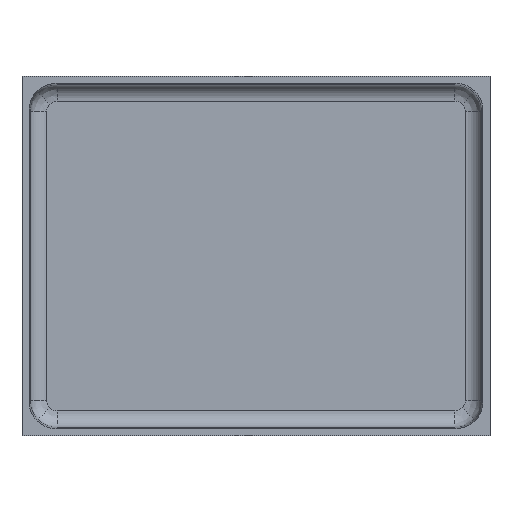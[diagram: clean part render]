
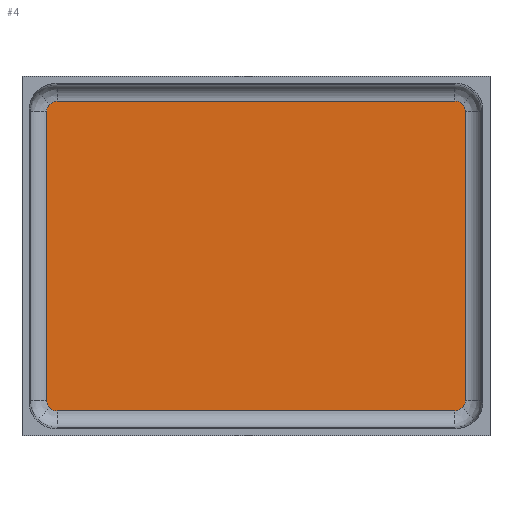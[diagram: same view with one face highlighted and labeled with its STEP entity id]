
A CAD part, front view. The second image highlights one B-rep face of the part: STEP entity #4.
In plain terms, the highlighted planar face has unit normal (0, -1, 0).
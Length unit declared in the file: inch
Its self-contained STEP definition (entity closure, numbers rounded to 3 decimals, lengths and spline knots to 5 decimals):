
#1 = EDGE_LOOP ( 'NONE', ( #73, #7, #303, #40, #272, #68, #69, #217, #96, #42, #102, #59 ) ) ;
#4 = ADVANCED_FACE ( 'NONE', ( #233 ), #338, .F. ) ;
#5 = VERTEX_POINT ( 'NONE', #333 ) ;
#7 = ORIENTED_EDGE ( 'NONE', *, *, #222, .F. ) ;
#23 = VERTEX_POINT ( 'NONE', #350 ) ;
#25 = EDGE_CURVE ( 'NONE', #23, #26, #434, .T. ) ;
#26 = VERTEX_POINT ( 'NONE', #435 ) ;
#27 = VERTEX_POINT ( 'NONE', #368 ) ;
#31 = EDGE_CURVE ( 'NONE', #83, #32, #340, .T. ) ;
#32 = VERTEX_POINT ( 'NONE', #342 ) ;
#37 = EDGE_CURVE ( 'NONE', #70, #64, #449, .T. ) ;
#40 = ORIENTED_EDGE ( 'NONE', *, *, #74, .F. ) ;
#41 = VERTEX_POINT ( 'NONE', #458 ) ;
#42 = ORIENTED_EDGE ( 'NONE', *, *, #43, .F. ) ;
#43 = EDGE_CURVE ( 'NONE', #67, #83, #457, .T. ) ;
#58 = EDGE_CURVE ( 'NONE', #119, #67, #590, .T. ) ;
#59 = ORIENTED_EDGE ( 'NONE', *, *, #118, .F. ) ;
#64 = VERTEX_POINT ( 'NONE', #559 ) ;
#66 = EDGE_CURVE ( 'NONE', #64, #27, #553, .T. ) ;
#67 = VERTEX_POINT ( 'NONE', #552 ) ;
#68 = ORIENTED_EDGE ( 'NONE', *, *, #66, .F. ) ;
#69 = ORIENTED_EDGE ( 'NONE', *, *, #37, .F. ) ;
#70 = VERTEX_POINT ( 'NONE', #554 ) ;
#73 = ORIENTED_EDGE ( 'NONE', *, *, #302, .F. ) ;
#74 = EDGE_CURVE ( 'NONE', #41, #23, #530, .T. ) ;
#83 = VERTEX_POINT ( 'NONE', #537 ) ;
#95 = EDGE_CURVE ( 'NONE', #32, #70, #579, .T. ) ;
#96 = ORIENTED_EDGE ( 'NONE', *, *, #31, .F. ) ;
#102 = ORIENTED_EDGE ( 'NONE', *, *, #58, .F. ) ;
#116 = VERTEX_POINT ( 'NONE', #634 ) ;
#118 = EDGE_CURVE ( 'NONE', #116, #119, #658, .T. ) ;
#119 = VERTEX_POINT ( 'NONE', #657 ) ;
#217 = ORIENTED_EDGE ( 'NONE', *, *, #95, .F. ) ;
#222 = EDGE_CURVE ( 'NONE', #26, #5, #864, .T. ) ;
#233 = FACE_OUTER_BOUND ( 'NONE', #1, .T. ) ;
#272 = ORIENTED_EDGE ( 'NONE', *, *, #300, .F. ) ;
#300 = EDGE_CURVE ( 'NONE', #27, #41, #1000, .T. ) ;
#302 = EDGE_CURVE ( 'NONE', #5, #116, #882, .T. ) ;
#303 = ORIENTED_EDGE ( 'NONE', *, *, #25, .F. ) ;
#333 = CARTESIAN_POINT ( 'NONE',  ( 5.57825, 1.2, -3.85342 ) ) ;
#334 = DIRECTION ( 'NONE',  ( 0., 0., 1. ) ) ;
#335 = DIRECTION ( 'NONE',  ( 0., 1., 0. ) ) ;
#336 = CARTESIAN_POINT ( 'NONE',  ( -6.23, 1.2, 4.78 ) ) ;
#337 = AXIS2_PLACEMENT_3D ( 'NONE', #336, #335, #334 ) ;
#338 = PLANE ( 'NONE',  #337 ) ;
#340 =( BOUNDED_CURVE ( )  B_SPLINE_CURVE ( 3, ( #359, #358, #357, #356 ),
 .UNSPECIFIED., .F., .T. ) 
 B_SPLINE_CURVE_WITH_KNOTS ( ( 4, 4 ),
 ( 0., 0.78479 ),
 .UNSPECIFIED. ) 
 CURVE ( )  GEOMETRIC_REPRESENTATION_ITEM ( )  RATIONAL_B_SPLINE_CURVE ( ( 1., 0.949, 0.949, 1. ) ) 
 REPRESENTATION_ITEM ( '' )  );
#342 = CARTESIAN_POINT ( 'NONE',  ( -5.57825, 1.2, -3.85342 ) ) ;
#350 = CARTESIAN_POINT ( 'NONE',  ( 5.49778, 1.2, 4.04778 ) ) ;
#356 = CARTESIAN_POINT ( 'NONE',  ( -5.57825, 1.2, -3.85342 ) ) ;
#357 = CARTESIAN_POINT ( 'NONE',  ( -5.57825, 1.2, -3.92732 ) ) ;
#358 = CARTESIAN_POINT ( 'NONE',  ( -5.55, 1.2, -3.99556 ) ) ;
#359 = CARTESIAN_POINT ( 'NONE',  ( -5.49778, 1.2, -4.04778 ) ) ;
#368 = CARTESIAN_POINT ( 'NONE',  ( -5.30342, 1.2, 4.12825 ) ) ;
#390 = CARTESIAN_POINT ( 'NONE',  ( 5.57825, 1.2, 3.85342 ) ) ;
#391 = CARTESIAN_POINT ( 'NONE',  ( 5.57825, 1.2, 3.92732 ) ) ;
#392 = CARTESIAN_POINT ( 'NONE',  ( 5.55, 1.2, 3.99556 ) ) ;
#393 = CARTESIAN_POINT ( 'NONE',  ( 5.49778, 1.2, 4.04778 ) ) ;
#422 = CARTESIAN_POINT ( 'NONE',  ( -5.49778, 1.2, -4.04778 ) ) ;
#423 = CARTESIAN_POINT ( 'NONE',  ( -5.44556, 1.2, -4.1 ) ) ;
#424 = CARTESIAN_POINT ( 'NONE',  ( -5.37732, 1.2, -4.12825 ) ) ;
#434 =( BOUNDED_CURVE ( )  B_SPLINE_CURVE ( 3, ( #393, #392, #391, #390 ),
 .UNSPECIFIED., .F., .T. ) 
 B_SPLINE_CURVE_WITH_KNOTS ( ( 4, 4 ),
 ( 0., 0.78479 ),
 .UNSPECIFIED. ) 
 CURVE ( )  GEOMETRIC_REPRESENTATION_ITEM ( )  RATIONAL_B_SPLINE_CURVE ( ( 1., 0.949, 0.949, 1. ) ) 
 REPRESENTATION_ITEM ( '' )  );
#435 = CARTESIAN_POINT ( 'NONE',  ( 5.57825, 1.2, 3.85342 ) ) ;
#449 =( BOUNDED_CURVE ( )  B_SPLINE_CURVE ( 3, ( #466, #465, #464, #463 ),
 .UNSPECIFIED., .F., .T. ) 
 B_SPLINE_CURVE_WITH_KNOTS ( ( 4, 4 ),
 ( 5.4984, 6.28319 ),
 .UNSPECIFIED. ) 
 CURVE ( )  GEOMETRIC_REPRESENTATION_ITEM ( )  RATIONAL_B_SPLINE_CURVE ( ( 1., 0.949, 0.949, 1. ) ) 
 REPRESENTATION_ITEM ( '' )  );
#456 = CARTESIAN_POINT ( 'NONE',  ( -5.30342, 1.2, -4.12825 ) ) ;
#457 =( BOUNDED_CURVE ( )  B_SPLINE_CURVE ( 3, ( #456, #424, #423, #422 ),
 .UNSPECIFIED., .F., .T. ) 
 B_SPLINE_CURVE_WITH_KNOTS ( ( 4, 4 ),
 ( 5.4984, 6.28319 ),
 .UNSPECIFIED. ) 
 CURVE ( )  GEOMETRIC_REPRESENTATION_ITEM ( )  RATIONAL_B_SPLINE_CURVE ( ( 1., 0.949, 0.949, 1. ) ) 
 REPRESENTATION_ITEM ( '' )  );
#458 = CARTESIAN_POINT ( 'NONE',  ( 5.30342, 1.2, 4.12825 ) ) ;
#463 = CARTESIAN_POINT ( 'NONE',  ( -5.49778, 1.2, 4.04778 ) ) ;
#464 = CARTESIAN_POINT ( 'NONE',  ( -5.55, 1.2, 3.99556 ) ) ;
#465 = CARTESIAN_POINT ( 'NONE',  ( -5.57825, 1.2, 3.92732 ) ) ;
#466 = CARTESIAN_POINT ( 'NONE',  ( -5.57825, 1.2, 3.85342 ) ) ;
#521 = CARTESIAN_POINT ( 'NONE',  ( -5.30342, 1.2, 4.12825 ) ) ;
#522 = CARTESIAN_POINT ( 'NONE',  ( -5.37732, 1.2, 4.12825 ) ) ;
#523 = CARTESIAN_POINT ( 'NONE',  ( -5.44556, 1.2, 4.1 ) ) ;
#524 = CARTESIAN_POINT ( 'NONE',  ( -5.49778, 1.2, 4.04778 ) ) ;
#525 = CARTESIAN_POINT ( 'NONE',  ( 5.49778, 1.2, 4.04778 ) ) ;
#526 = CARTESIAN_POINT ( 'NONE',  ( 5.44556, 1.2, 4.1 ) ) ;
#527 = CARTESIAN_POINT ( 'NONE',  ( 5.37732, 1.2, 4.12825 ) ) ;
#528 = CARTESIAN_POINT ( 'NONE',  ( 5.30342, 1.2, 4.12825 ) ) ;
#530 =( BOUNDED_CURVE ( )  B_SPLINE_CURVE ( 3, ( #528, #527, #526, #525 ),
 .UNSPECIFIED., .F., .T. ) 
 B_SPLINE_CURVE_WITH_KNOTS ( ( 4, 4 ),
 ( 5.4984, 6.28319 ),
 .UNSPECIFIED. ) 
 CURVE ( )  GEOMETRIC_REPRESENTATION_ITEM ( )  RATIONAL_B_SPLINE_CURVE ( ( 1., 0.949, 0.949, 1. ) ) 
 REPRESENTATION_ITEM ( '' )  );
#537 = CARTESIAN_POINT ( 'NONE',  ( -5.49778, 1.2, -4.04778 ) ) ;
#552 = CARTESIAN_POINT ( 'NONE',  ( -5.30342, 1.2, -4.12825 ) ) ;
#553 =( BOUNDED_CURVE ( )  B_SPLINE_CURVE ( 3, ( #524, #523, #522, #521 ),
 .UNSPECIFIED., .F., .T. ) 
 B_SPLINE_CURVE_WITH_KNOTS ( ( 4, 4 ),
 ( 0., 0.78479 ),
 .UNSPECIFIED. ) 
 CURVE ( )  GEOMETRIC_REPRESENTATION_ITEM ( )  RATIONAL_B_SPLINE_CURVE ( ( 1., 0.949, 0.949, 1. ) ) 
 REPRESENTATION_ITEM ( '' )  );
#554 = CARTESIAN_POINT ( 'NONE',  ( -5.57825, 1.2, 3.85342 ) ) ;
#559 = CARTESIAN_POINT ( 'NONE',  ( -5.49778, 1.2, 4.04778 ) ) ;
#565 = DIRECTION ( 'NONE',  ( -1., 0., 0. ) ) ;
#566 = VECTOR ( 'NONE', #565, 39.37008 ) ;
#576 = DIRECTION ( 'NONE',  ( 0., 0., 1. ) ) ;
#577 = VECTOR ( 'NONE', #576, 39.37008 ) ;
#578 = CARTESIAN_POINT ( 'NONE',  ( -5.57825, 1.2, 4.78 ) ) ;
#579 = LINE ( 'NONE', #578, #577 ) ;
#589 = CARTESIAN_POINT ( 'NONE',  ( -6.23, 1.2, -4.12825 ) ) ;
#590 = LINE ( 'NONE', #589, #566 ) ;
#634 = CARTESIAN_POINT ( 'NONE',  ( 5.49778, 1.2, -4.04778 ) ) ;
#657 = CARTESIAN_POINT ( 'NONE',  ( 5.30342, 1.2, -4.12825 ) ) ;
#658 =( BOUNDED_CURVE ( )  B_SPLINE_CURVE ( 3, ( #709, #737, #736, #735 ),
 .UNSPECIFIED., .F., .F. ) 
 B_SPLINE_CURVE_WITH_KNOTS ( ( 4, 4 ),
 ( 0., 0.78479 ),
 .UNSPECIFIED. ) 
 CURVE ( )  GEOMETRIC_REPRESENTATION_ITEM ( )  RATIONAL_B_SPLINE_CURVE ( ( 1., 0.949, 0.949, 1. ) ) 
 REPRESENTATION_ITEM ( '' )  );
#709 = CARTESIAN_POINT ( 'NONE',  ( 5.49778, 1.2, -4.04778 ) ) ;
#735 = CARTESIAN_POINT ( 'NONE',  ( 5.30342, 1.2, -4.12825 ) ) ;
#736 = CARTESIAN_POINT ( 'NONE',  ( 5.37732, 1.2, -4.12825 ) ) ;
#737 = CARTESIAN_POINT ( 'NONE',  ( 5.44556, 1.2, -4.1 ) ) ;
#817 = CARTESIAN_POINT ( 'NONE',  ( 5.57825, 1.2, 4.78 ) ) ;
#858 = DIRECTION ( 'NONE',  ( 0., 0., -1. ) ) ;
#859 = VECTOR ( 'NONE', #858, 39.37008 ) ;
#864 = LINE ( 'NONE', #817, #859 ) ;
#881 = CARTESIAN_POINT ( 'NONE',  ( 5.57825, 1.2, -3.85342 ) ) ;
#882 =( BOUNDED_CURVE ( )  B_SPLINE_CURVE ( 3, ( #881, #971, #970, #969 ),
 .UNSPECIFIED., .F., .T. ) 
 B_SPLINE_CURVE_WITH_KNOTS ( ( 4, 4 ),
 ( 5.4984, 6.28319 ),
 .UNSPECIFIED. ) 
 CURVE ( )  GEOMETRIC_REPRESENTATION_ITEM ( )  RATIONAL_B_SPLINE_CURVE ( ( 1., 0.949, 0.949, 1. ) ) 
 REPRESENTATION_ITEM ( '' )  );
#969 = CARTESIAN_POINT ( 'NONE',  ( 5.49778, 1.2, -4.04778 ) ) ;
#970 = CARTESIAN_POINT ( 'NONE',  ( 5.55, 1.2, -3.99556 ) ) ;
#971 = CARTESIAN_POINT ( 'NONE',  ( 5.57825, 1.2, -3.92732 ) ) ;
#997 = DIRECTION ( 'NONE',  ( 1., 0., 0. ) ) ;
#998 = VECTOR ( 'NONE', #997, 39.37008 ) ;
#999 = CARTESIAN_POINT ( 'NONE',  ( -6.23, 1.2, 4.12825 ) ) ;
#1000 = LINE ( 'NONE', #999, #998 ) ;
